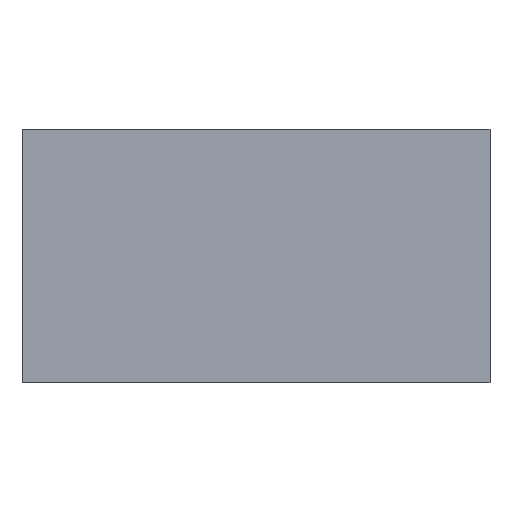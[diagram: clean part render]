
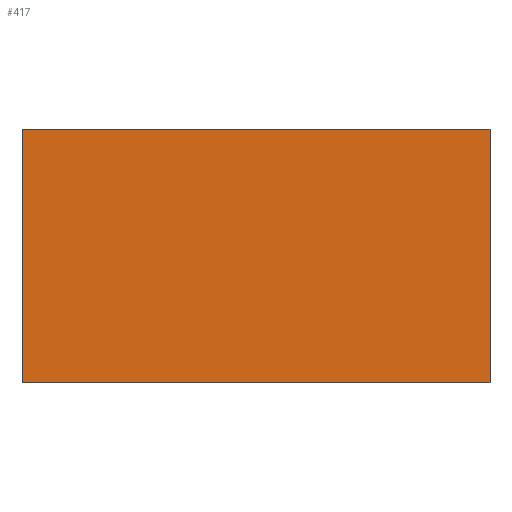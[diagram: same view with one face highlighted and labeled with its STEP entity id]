
A CAD part, top view. The second image highlights one B-rep face of the part: STEP entity #417.
In plain terms, the highlighted planar face has unit normal (0, 0, 1).
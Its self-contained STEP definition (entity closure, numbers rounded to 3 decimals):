
#139=ORIENTED_EDGE('',*,*,#185,.T.);
#140=ORIENTED_EDGE('',*,*,#189,.T.);
#141=ORIENTED_EDGE('',*,*,#192,.T.);
#142=ORIENTED_EDGE('',*,*,#194,.T.);
#185=EDGE_CURVE('',#222,#221,#265,.T.);
#189=EDGE_CURVE('',#221,#224,#269,.T.);
#192=EDGE_CURVE('',#224,#226,#272,.T.);
#194=EDGE_CURVE('',#226,#222,#274,.T.);
#221=VERTEX_POINT('',#692);
#222=VERTEX_POINT('',#694);
#224=VERTEX_POINT('',#700);
#226=VERTEX_POINT('',#706);
#265=LINE('',#693,#313);
#269=LINE('',#701,#317);
#272=LINE('',#707,#320);
#274=LINE('',#710,#322);
#313=VECTOR('',#581,1000.);
#317=VECTOR('',#587,1000.);
#320=VECTOR('',#592,1000.);
#322=VECTOR('',#596,1000.);
#345=EDGE_LOOP('',(#139,#140,#141,#142));
#369=FACE_BOUND('',#345,.T.);
#393=PLANE('',#493);
#417=ADVANCED_FACE('',(#369),#393,.T.);
#493=AXIS2_PLACEMENT_3D('',#711,#597,#598);
#581=DIRECTION('',(0.,-1.,0.));
#587=DIRECTION('',(1.,0.,0.));
#592=DIRECTION('',(0.,1.,0.));
#596=DIRECTION('',(-1.,0.,0.));
#597=DIRECTION('',(0.,0.,1.));
#598=DIRECTION('',(1.,0.,0.));
#692=CARTESIAN_POINT('',(-60.,-32.5,0.01));
#693=CARTESIAN_POINT('',(-60.,32.5,0.01));
#694=CARTESIAN_POINT('',(-60.,32.5,0.01));
#700=CARTESIAN_POINT('',(60.,-32.5,0.01));
#701=CARTESIAN_POINT('',(-60.,-32.5,0.01));
#706=CARTESIAN_POINT('',(60.,32.5,0.01));
#707=CARTESIAN_POINT('',(60.,-32.5,0.01));
#710=CARTESIAN_POINT('',(60.,32.5,0.01));
#711=CARTESIAN_POINT('',(-60.,-32.5,0.01));
